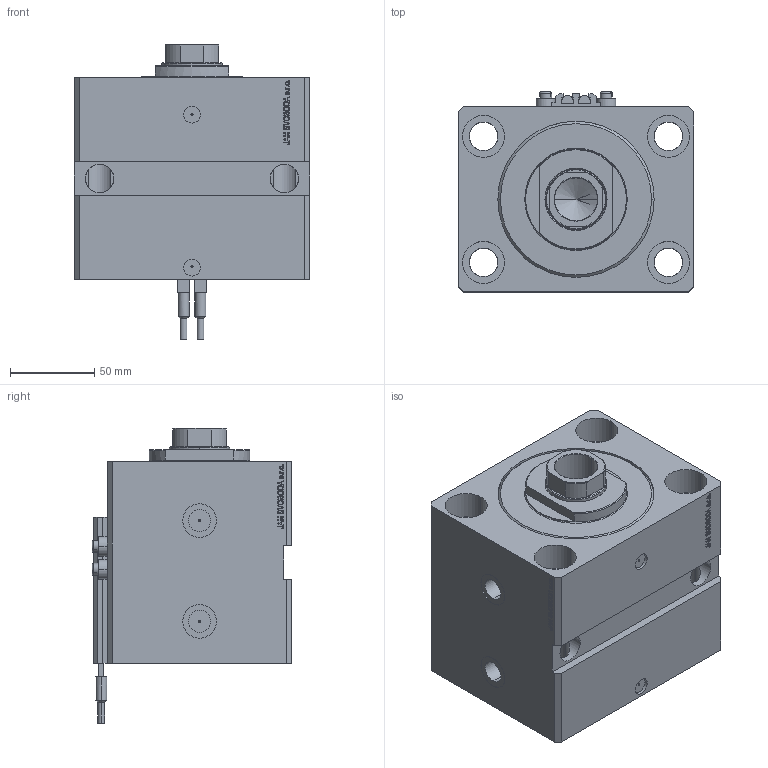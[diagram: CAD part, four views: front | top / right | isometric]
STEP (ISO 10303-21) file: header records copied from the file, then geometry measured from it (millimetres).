
FILE_DESCRIPTION (( 'STEP AP203' ), '1' );
FILE_NAME ('e57d.STEP', '2023-10-07T11:05:04', ( '' ), ( '' ), 'SwSTEP 2.0', 'SolidWorks 2019', '' );
FILE_SCHEMA (( 'CONFIG_CONTROL_DESIGN' ));
Length unit declared in the file: millimetre
Products named in the file (6): V250CE_VC_E 370f50e118f409c2c08307473bb47d65; ALLEN BOLT V250CE 370f50e118f409c2c08307473bb47d65; V250CE_E_Body 370f50e118f409c2c08307473bb47d65; SWITCH_V250CE 370f50e118f409c2c08307473bb47d65; e57d; V250CE_C_VCP 370f50e118f409c2c08307473bb47d65
Assembly tree (9 placements, depth 2):
  e57d
    V250CE_E_Body 370f50e118f409c2c08307473bb47d65
    ALLEN BOLT V250CE 370f50e118f409c2c08307473bb47d65  x4
    V250CE_C_VCP 370f50e118f409c2c08307473bb47d65
    V250CE_VC_E 370f50e118f409c2c08307473bb47d65
    SWITCH_V250CE 370f50e118f409c2c08307473bb47d65  x2
Bounding box: 140 x 119 x 176 mm (x, y, z)
Volume: 1590851.6 mm3; surface area: 221236.2 mm2
Topology: 10 solids, 10 shells, 1181 faces, 2937 edges, 1900 vertices
Faces by surface type: plane 585, bspline 368, cylinder 150, cone 60, torus 18
Entity records: 50163 total; most frequent: CARTESIAN_POINT 25839, ORIENTED_EDGE 5456, DIRECTION 3657, EDGE_CURVE 2728, VERTEX_POINT 1786, VECTOR 1661, LINE 1661, EDGE_LOOP 1222
